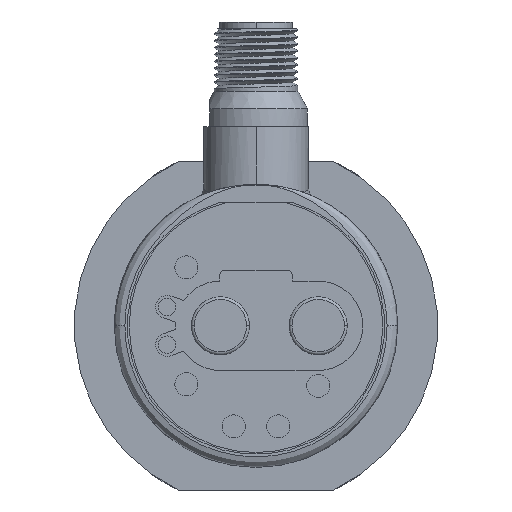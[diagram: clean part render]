
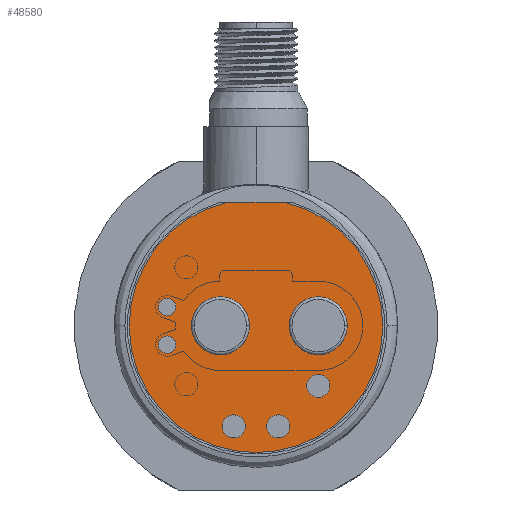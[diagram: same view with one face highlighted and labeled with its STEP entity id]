
A CAD part, front view. The second image highlights one B-rep face of the part: STEP entity #48580.
In plain terms, the highlighted face is planar.
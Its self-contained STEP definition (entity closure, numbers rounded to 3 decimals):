
#48117=DIRECTION('',(1.,0.,0.));
#48118=VECTOR('',#48117,8.033);
#48119=CARTESIAN_POINT('',(-4.017,0.,17.7));
#48120=LINE('',#48119,#48118);
#48121=CARTESIAN_POINT('',(0.,0.,0.));
#48122=DIRECTION('',(0.,1.,0.));
#48123=DIRECTION('',(0.221,0.,0.975));
#48124=AXIS2_PLACEMENT_3D('',#48121,#48122,#48123);
#48126=CARTESIAN_POINT('',(-8.9,0.,0.));
#48127=DIRECTION('',(0.,1.,0.));
#48128=DIRECTION('',(1.,0.,0.));
#48129=AXIS2_PLACEMENT_3D('',#48126,#48127,#48128);
#48131=CARTESIAN_POINT('',(-8.9,0.,0.));
#48132=DIRECTION('',(0.,1.,0.));
#48133=DIRECTION('',(-1.,0.,0.));
#48134=AXIS2_PLACEMENT_3D('',#48131,#48132,#48133);
#48136=CARTESIAN_POINT('',(5.1,0.,0.));
#48137=DIRECTION('',(0.,1.,0.));
#48138=DIRECTION('',(1.,0.,0.));
#48139=AXIS2_PLACEMENT_3D('',#48136,#48137,#48138);
#48141=CARTESIAN_POINT('',(5.1,0.,0.));
#48142=DIRECTION('',(0.,1.,0.));
#48143=DIRECTION('',(-1.,0.,0.));
#48144=AXIS2_PLACEMENT_3D('',#48141,#48142,#48143);
#48146=CARTESIAN_POINT('',(-8.9,0.,-8.6));
#48147=DIRECTION('',(0.,1.,0.));
#48148=DIRECTION('',(1.,0.,0.));
#48149=AXIS2_PLACEMENT_3D('',#48146,#48147,#48148);
#48151=CARTESIAN_POINT('',(-8.9,0.,-8.6));
#48152=DIRECTION('',(0.,1.,0.));
#48153=DIRECTION('',(-1.,0.,0.));
#48154=AXIS2_PLACEMENT_3D('',#48151,#48152,#48153);
#48156=CARTESIAN_POINT('',(-3.175,0.,-14.4));
#48157=DIRECTION('',(0.,1.,0.));
#48158=DIRECTION('',(1.,0.,0.));
#48159=AXIS2_PLACEMENT_3D('',#48156,#48157,#48158);
#48161=CARTESIAN_POINT('',(-3.175,0.,-14.4));
#48162=DIRECTION('',(0.,1.,0.));
#48163=DIRECTION('',(-1.,0.,0.));
#48164=AXIS2_PLACEMENT_3D('',#48161,#48162,#48163);
#48166=CARTESIAN_POINT('',(3.175,0.,-14.4));
#48167=DIRECTION('',(0.,1.,0.));
#48168=DIRECTION('',(1.,0.,0.));
#48169=AXIS2_PLACEMENT_3D('',#48166,#48167,#48168);
#48171=CARTESIAN_POINT('',(3.175,0.,-14.4));
#48172=DIRECTION('',(0.,1.,0.));
#48173=DIRECTION('',(-1.,0.,0.));
#48174=AXIS2_PLACEMENT_3D('',#48171,#48172,#48173);
#48176=CARTESIAN_POINT('',(12.716,0.,2.703));
#48177=DIRECTION('',(0.,1.,0.));
#48178=DIRECTION('',(1.,0.,0.));
#48179=AXIS2_PLACEMENT_3D('',#48176,#48177,#48178);
#48181=CARTESIAN_POINT('',(12.716,0.,2.703));
#48182=DIRECTION('',(0.,1.,0.));
#48183=DIRECTION('',(-1.,0.,0.));
#48184=AXIS2_PLACEMENT_3D('',#48181,#48182,#48183);
#48186=CARTESIAN_POINT('',(12.716,0.,-2.703));
#48187=DIRECTION('',(0.,1.,0.));
#48188=DIRECTION('',(1.,0.,0.));
#48189=AXIS2_PLACEMENT_3D('',#48186,#48187,#48188);
#48191=CARTESIAN_POINT('',(12.716,0.,-2.703));
#48192=DIRECTION('',(0.,1.,0.));
#48193=DIRECTION('',(-1.,0.,0.));
#48194=AXIS2_PLACEMENT_3D('',#48191,#48192,#48193);
#48439=CARTESIAN_POINT('',(-4.017,0.,17.7));
#48440=CARTESIAN_POINT('',(4.017,0.,17.7));
#48441=VERTEX_POINT('',#48439);
#48442=VERTEX_POINT('',#48440);
#48467=CARTESIAN_POINT('',(-4.75,0.,0.));
#48468=VERTEX_POINT('',#48467);
#48469=CARTESIAN_POINT('',(-13.05,0.,0.));
#48470=VERTEX_POINT('',#48469);
#48483=CARTESIAN_POINT('',(9.25,0.,0.));
#48484=CARTESIAN_POINT('',(0.95,0.,0.));
#48485=VERTEX_POINT('',#48483);
#48486=VERTEX_POINT('',#48484);
#48507=CARTESIAN_POINT('',(-7.25,0.,-8.6));
#48508=CARTESIAN_POINT('',(-10.55,0.,-8.6));
#48509=VERTEX_POINT('',#48507);
#48510=VERTEX_POINT('',#48508);
#48511=CARTESIAN_POINT('',(-1.525,0.,-14.4));
#48512=CARTESIAN_POINT('',(-4.825,0.,-14.4));
#48513=VERTEX_POINT('',#48511);
#48514=VERTEX_POINT('',#48512);
#48515=CARTESIAN_POINT('',(4.825,0.,-14.4));
#48516=CARTESIAN_POINT('',(1.525,0.,-14.4));
#48517=VERTEX_POINT('',#48515);
#48518=VERTEX_POINT('',#48516);
#48519=CARTESIAN_POINT('',(13.966,0.,2.703));
#48520=CARTESIAN_POINT('',(11.466,0.,2.703));
#48521=VERTEX_POINT('',#48519);
#48522=VERTEX_POINT('',#48520);
#48523=CARTESIAN_POINT('',(13.966,0.,-2.703));
#48524=CARTESIAN_POINT('',(11.466,0.,-2.703));
#48525=VERTEX_POINT('',#48523);
#48526=VERTEX_POINT('',#48524);
#48527=CARTESIAN_POINT('',(0.,0.,0.));
#48528=DIRECTION('',(0.,1.,0.));
#48529=DIRECTION('',(1.,0.,0.));
#48530=AXIS2_PLACEMENT_3D('',#48527,#48528,#48529);
#48531=PLANE('',#48530);
#48533=ORIENTED_EDGE('',*,*,#48532,.F.);
#48535=ORIENTED_EDGE('',*,*,#48534,.F.);
#48536=EDGE_LOOP('',(#48533,#48535));
#48537=FACE_OUTER_BOUND('',#48536,.F.);
#48539=ORIENTED_EDGE('',*,*,#48538,.T.);
#48541=ORIENTED_EDGE('',*,*,#48540,.T.);
#48542=EDGE_LOOP('',(#48539,#48541));
#48543=FACE_BOUND('',#48542,.F.);
#48545=ORIENTED_EDGE('',*,*,#48544,.T.);
#48547=ORIENTED_EDGE('',*,*,#48546,.T.);
#48548=EDGE_LOOP('',(#48545,#48547));
#48549=FACE_BOUND('',#48548,.F.);
#48551=ORIENTED_EDGE('',*,*,#48550,.T.);
#48553=ORIENTED_EDGE('',*,*,#48552,.T.);
#48554=EDGE_LOOP('',(#48551,#48553));
#48555=FACE_BOUND('',#48554,.F.);
#48557=ORIENTED_EDGE('',*,*,#48556,.T.);
#48559=ORIENTED_EDGE('',*,*,#48558,.T.);
#48560=EDGE_LOOP('',(#48557,#48559));
#48561=FACE_BOUND('',#48560,.F.);
#48563=ORIENTED_EDGE('',*,*,#48562,.T.);
#48565=ORIENTED_EDGE('',*,*,#48564,.T.);
#48566=EDGE_LOOP('',(#48563,#48565));
#48567=FACE_BOUND('',#48566,.F.);
#48569=ORIENTED_EDGE('',*,*,#48568,.T.);
#48571=ORIENTED_EDGE('',*,*,#48570,.T.);
#48572=EDGE_LOOP('',(#48569,#48571));
#48573=FACE_BOUND('',#48572,.F.);
#48575=ORIENTED_EDGE('',*,*,#48574,.T.);
#48577=ORIENTED_EDGE('',*,*,#48576,.T.);
#48578=EDGE_LOOP('',(#48575,#48577));
#48579=FACE_BOUND('',#48578,.F.);
#48580=ADVANCED_FACE('',(#48537,#48543,#48549,#48555,#48561,#48567,#48573,
#48579),#48531,.T.);
#48125=CIRCLE('',#48124,18.15);
#48130=CIRCLE('',#48129,4.15);
#48135=CIRCLE('',#48134,4.15);
#48140=CIRCLE('',#48139,4.15);
#48145=CIRCLE('',#48144,4.15);
#48150=CIRCLE('',#48149,1.65);
#48155=CIRCLE('',#48154,1.65);
#48160=CIRCLE('',#48159,1.65);
#48165=CIRCLE('',#48164,1.65);
#48170=CIRCLE('',#48169,1.65);
#48175=CIRCLE('',#48174,1.65);
#48180=CIRCLE('',#48179,1.25);
#48185=CIRCLE('',#48184,1.25);
#48190=CIRCLE('',#48189,1.25);
#48195=CIRCLE('',#48194,1.25);
#48532=EDGE_CURVE('',#48441,#48442,#48120,.T.);
#48534=EDGE_CURVE('',#48442,#48441,#48125,.T.);
#48538=EDGE_CURVE('',#48468,#48470,#48130,.T.);
#48540=EDGE_CURVE('',#48470,#48468,#48135,.T.);
#48544=EDGE_CURVE('',#48485,#48486,#48140,.T.);
#48546=EDGE_CURVE('',#48486,#48485,#48145,.T.);
#48550=EDGE_CURVE('',#48509,#48510,#48150,.T.);
#48552=EDGE_CURVE('',#48510,#48509,#48155,.T.);
#48556=EDGE_CURVE('',#48513,#48514,#48160,.T.);
#48558=EDGE_CURVE('',#48514,#48513,#48165,.T.);
#48562=EDGE_CURVE('',#48517,#48518,#48170,.T.);
#48564=EDGE_CURVE('',#48518,#48517,#48175,.T.);
#48568=EDGE_CURVE('',#48521,#48522,#48180,.T.);
#48570=EDGE_CURVE('',#48522,#48521,#48185,.T.);
#48574=EDGE_CURVE('',#48525,#48526,#48190,.T.);
#48576=EDGE_CURVE('',#48526,#48525,#48195,.T.);
